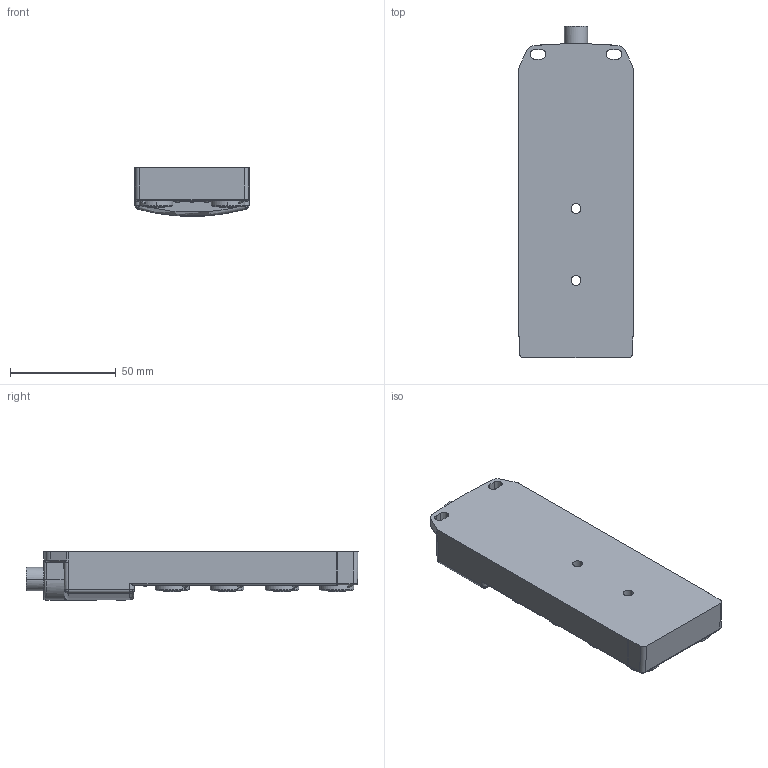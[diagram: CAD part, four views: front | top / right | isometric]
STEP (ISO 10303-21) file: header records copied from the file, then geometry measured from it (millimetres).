
FILE_DESCRIPTION((''),'2;1');
FILE_NAME('DM_CAD-2045','2014-11-27T',('Creinig-se'),(''),'PRO/ENGINEER BY PARAMETRIC TECHNOLOGY CORPORATION, 2013050','PRO/ENGINEER BY PARAMETRIC TECHNOLOGY CORPORATION, 2013050','');
FILE_SCHEMA(('CONFIG_CONTROL_DESIGN'));
Products named in the file (1): DM_CAD-2045
Bounding box: 54 x 157.18 x 23.11 mm (x, y, z)
Volume: 135045.3 mm3; surface area: 30533.6 mm2
Topology: 1 solids, 1 shells, 1583 faces, 4368 edges, 2892 vertices
Faces by surface type: plane 1107, cylinder 189, cone 169, torus 48, bspline 36, sphere 34
Entity records: 74544 total; most frequent: CARTESIAN_POINT 16417, ORIENTED_EDGE 8664, DIRECTION 8027, PRESENTATION_STYLE_ASSIGNMENT 4714, STYLED_ITEM 4333, CURVE_STYLE 4332, EDGE_CURVE 4332, VECTOR 3157
